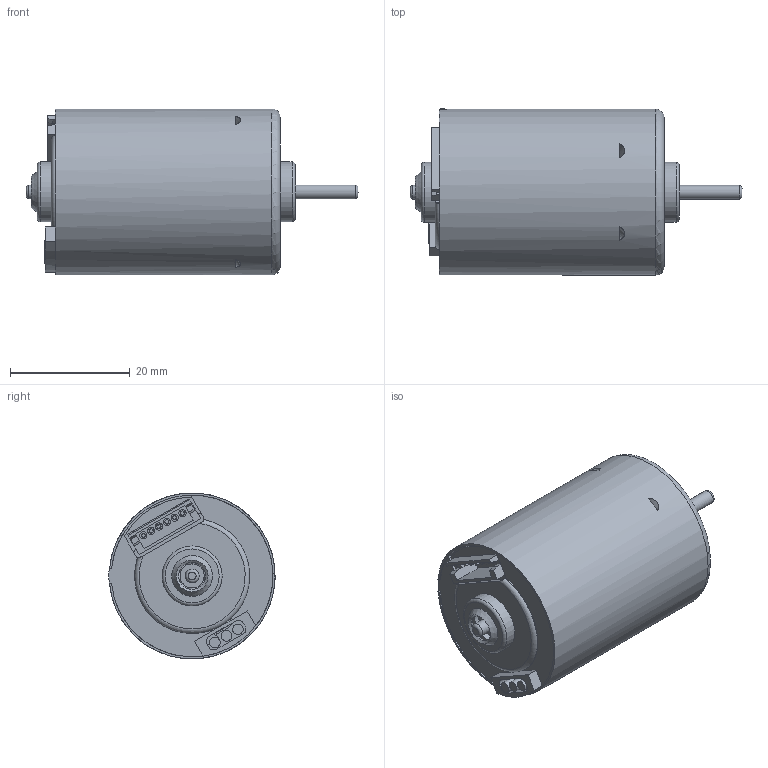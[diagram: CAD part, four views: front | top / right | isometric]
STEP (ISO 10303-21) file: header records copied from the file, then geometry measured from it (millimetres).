
FILE_DESCRIPTION(/* description */ ('Unknown'),/* implementation_level */ '2;1');
FILE_NAME(/* name */ 'BL2838 modifierad',/* time_stamp */ '2022-09-23T17:12:50+02:00',/* author */ ('Unknown'),/* organization */ ('Unknown'),/* preprocessor_version */ 'ST-DEVELOPER v18.1',/* originating_system */ 'Solid Edge',/* authorisation */ 'Unknown');
FILE_SCHEMA (('AUTOMOTIVE_DESIGN {1 0 10303 214 3 1 1}'));
Products named in the file (20): BL2838 modifierad; BL2838; BL2838_0; BL2838_1; BL2838_2; BL2838_3; BL2838_4; BL2838_5; BL2838_6; BL2838_7; BL2838_8; BL2838_9; BL2838_10; BL2838_11; BL2838_12; BL2838_13; BL2838_14; BL2838_15; BL2838_16; BL2838_17
Assembly tree (21 placements, depth 2):
  BL2838 modifierad
    BL2838
    BL2838_0
    BL2838_1
    BL2838_2
    BL2838_3
    BL2838_4
    BL2838_5
    BL2838_6
    BL2838_7
    BL2838_8
    BL2838_9
    BL2838_10
    BL2838_11
    BL2838_12
    BL2838_13
    BL2838_14  x2
    BL2838_15
    BL2838_16  x2
    BL2838_17
Bounding box: 55.4 x 27.74 x 27.68 mm (x, y, z)
Volume: 12535.3 mm3; surface area: 26103.7 mm2
Topology: 24 solids, 24 shells, 1585 faces, 4150 edges, 2567 vertices
Faces by surface type: cylinder 587, plane 566, bspline 234, torus 108, sphere 87, cone 3
Full cylindrical faces by diameter (mm): 0.7 x6, 1 x1, 1.2 x12, 1.75 x3, 2.05 x2, 2.3 x6, 2.5 x1, 3.2 x2, 3.8 x2, 4 x4, 5 x1, 6.3 x4, 6.9 x1, 8.9 x2, 9 x4, 10 x2, 11 x1, 12.5 x1, 22.4 x2, 24.4 x2, 26.3 x2, 27.7 x1
Entity records: 58572 total; most frequent: CARTESIAN_POINT 21877, ORIENTED_EDGE 7720, DIRECTION 6430, EDGE_CURVE 3860, VERTEX_POINT 2456, AXIS2_PLACEMENT_3D 2424, EDGE_LOOP 1686, FACE_BOUND 1686
